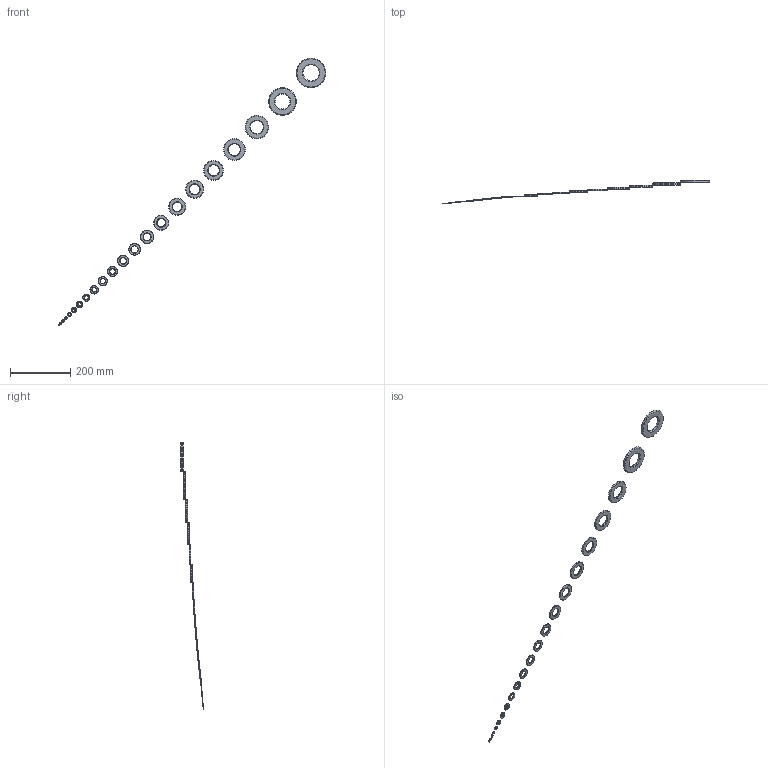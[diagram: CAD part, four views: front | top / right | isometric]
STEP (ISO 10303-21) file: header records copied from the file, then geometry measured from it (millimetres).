
FILE_DESCRIPTION(/* description */ ('Arruela Lisa M02'),/* implementation_level */ '2;1');
FILE_NAME(/* name */ 'DIN 125A - Arruela lisa.stp',/* time_stamp */ '2018-11-11T19:55:17-02:00',/* author */ ('Adebott Projetos'),/* organization */ (''),/* preprocessor_version */ 'ST-DEVELOPER v16.1',/* originating_system */ 'Autodesk Inventor 2016',/* authorisation */ '');
FILE_SCHEMA (('AUTOMOTIVE_DESIGN { 1 0 10303 214 3 1 1 }'));
Length unit declared in the file: millimetre
Products named in the file (23): DIN 125A_M02 - Arruela Lisa M02; DIN 125A_M03 - Arruela Lisa M03; DIN 125A_M04 - Arruela Lisa M04; DIN 125A_M05 - Arruela Lisa M05; DIN 125A_M06 - Arruela Lisa M06; DIN 125A_M08 - Arruela Lisa M08; DIN 125A_M10 - Arruela Lisa M10; DIN 125A_M12 - Arruela Lisa M12; DIN 125A_M14 - Arruela Lisa M14; DIN 125A_M16 - Arruela Lisa M16; DIN 125A_M18 - Arruela Lisa M18; DIN 125A_M20 - Arruela Lisa M20; DIN 125A_M22 - Arruela Lisa M22; DIN 125A_M24 - Arruela Lisa M24; DIN 125A_M27 - Arruela Lisa M27; DIN 125A_M30 - Arruela Lisa M30; DIN 125A_M33 - Arruela Lisa M33; DIN 125A_M36 - Arruela Lisa M36; DIN 125A_M39 - Arruela Lisa M39; DIN 125A_M42 - Arruela Lisa M42; DIN 125A_M48 - Arruela Lisa M48; DIN 125A_M52 - Arruela Lisa M52; DIN 125A - Arruela lisa
Assembly tree (22 placements, depth 2):
  DIN 125A - Arruela lisa
    DIN 125A_M02 - Arruela Lisa M02
    DIN 125A_M03 - Arruela Lisa M03
    DIN 125A_M04 - Arruela Lisa M04
    DIN 125A_M05 - Arruela Lisa M05
    DIN 125A_M06 - Arruela Lisa M06
    DIN 125A_M08 - Arruela Lisa M08
    DIN 125A_M10 - Arruela Lisa M10
    DIN 125A_M12 - Arruela Lisa M12
    DIN 125A_M14 - Arruela Lisa M14
    DIN 125A_M16 - Arruela Lisa M16
    DIN 125A_M18 - Arruela Lisa M18
    DIN 125A_M20 - Arruela Lisa M20
    DIN 125A_M22 - Arruela Lisa M22
    DIN 125A_M24 - Arruela Lisa M24
    DIN 125A_M27 - Arruela Lisa M27
    DIN 125A_M30 - Arruela Lisa M30
    DIN 125A_M33 - Arruela Lisa M33
    DIN 125A_M36 - Arruela Lisa M36
    DIN 125A_M39 - Arruela Lisa M39
    DIN 125A_M42 - Arruela Lisa M42
    DIN 125A_M48 - Arruela Lisa M48
    DIN 125A_M52 - Arruela Lisa M52
Bounding box: 889.5 x 75.8 x 889.5 mm (x, y, z)
Volume: 164738.2 mm3; surface area: 73772.8 mm2
Topology: 22 solids, 22 shells, 176 faces, 308 edges, 176 vertices
Faces by surface type: torus 88, cylinder 44, plane 44
Full cylindrical faces by diameter (mm): 2.2 x1, 3.2 x1, 4.3 x1, 5 x1, 5.3 x1, 6.4 x1, 7 x1, 8.4 x1, 9 x1, 10 x1, 10.5 x1, 12.5 x1, 13 x1, 15 x1, 17 x2, 19 x1, 21 x2, 23 x1, 24 x1, 25 x1, 28 x2, 30 x1, 31 x1, 34 x2, 37 x2, 39 x1, 40 x1, 43 x1, 44 x1, 50 x2
Entity records: 4097 total; most frequent: DIRECTION 794, CARTESIAN_POINT 573, AXIS2_PLACEMENT_3D 397, EDGE_LOOP 352, ORIENTED_EDGE 352, FACE_BOUND 176, FACE_OUTER_BOUND 176, CIRCLE 176
